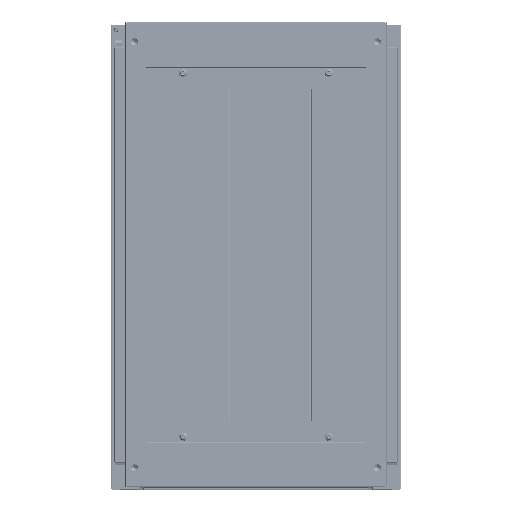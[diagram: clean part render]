
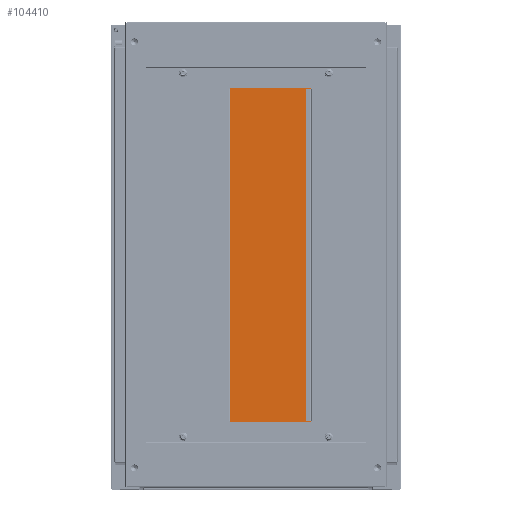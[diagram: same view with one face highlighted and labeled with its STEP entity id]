
A CAD part, top view. The second image highlights one B-rep face of the part: STEP entity #104410.
In plain terms, the highlighted face is planar.
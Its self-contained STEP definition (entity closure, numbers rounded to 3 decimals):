
#3496 = ORIENTED_EDGE ( 'NONE', *, *, #117885, .F. ) ;
#3497 = ORIENTED_EDGE ( 'NONE', *, *, #117884, .T. ) ;
#3498 = ORIENTED_EDGE ( 'NONE', *, *, #117883, .T. ) ;
#3499 = ORIENTED_EDGE ( 'NONE', *, *, #117886, .T. ) ;
#3500 = ORIENTED_EDGE ( 'NONE', *, *, #117880, .T. ) ;
#3501 = ORIENTED_EDGE ( 'NONE', *, *, #117882, .T. ) ;
#3502 = ORIENTED_EDGE ( 'NONE', *, *, #117887, .T. ) ;
#3503 = ORIENTED_EDGE ( 'NONE', *, *, #117888, .F. ) ;
#46659 = CARTESIAN_POINT ( 'NONE',  ( -300., 74., 1.5 ) ) ;
#46664 = DIRECTION ( 'NONE',  ( -1., 0., 0. ) ) ;
#46667 = CARTESIAN_POINT ( 'NONE',  ( -300., 74., 1.5 ) ) ;
#46668 = DIRECTION ( 'NONE',  ( 0., -1., 0. ) ) ;
#46669 = CARTESIAN_POINT ( 'NONE',  ( -300., -74., 1.5 ) ) ;
#46670 = DIRECTION ( 'NONE',  ( 1., 0., 0. ) ) ;
#46671 = CARTESIAN_POINT ( 'NONE',  ( 285., -73., 1.5 ) ) ;
#46672 = DIRECTION ( 'NONE',  ( 0., -1., 0. ) ) ;
#46673 = CARTESIAN_POINT ( 'NONE',  ( 285., -72.99, 1.5 ) ) ;
#46674 = DIRECTION ( 'NONE',  ( -1., 0., 0. ) ) ;
#46675 = CARTESIAN_POINT ( 'NONE',  ( 300., 74., 1.5 ) ) ;
#46676 = DIRECTION ( 'NONE',  ( 0., 1., 0. ) ) ;
#46677 = CARTESIAN_POINT ( 'NONE',  ( -300., -74., 1.5 ) ) ;
#46678 = DIRECTION ( 'NONE',  ( 1., 0., 0. ) ) ;
#46679 = CARTESIAN_POINT ( 'NONE',  ( -285., -73., 1.5 ) ) ;
#46680 = DIRECTION ( 'NONE',  ( 0., -1., 0. ) ) ;
#49103 = LINE ( 'NONE', #46659, #49121 ) ;
#49121 = VECTOR ( 'NONE', #46664, 1000. ) ;
#49129 = LINE ( 'NONE', #46667, #49132 ) ;
#49132 = VECTOR ( 'NONE', #46668, 1000. ) ;
#49134 = LINE ( 'NONE', #46669, #49136 ) ;
#49136 = VECTOR ( 'NONE', #46670, 1000. ) ;
#49138 = LINE ( 'NONE', #46671, #49140 ) ;
#49140 = VECTOR ( 'NONE', #46672, 1000. ) ;
#49142 = LINE ( 'NONE', #46673, #49144 ) ;
#49144 = VECTOR ( 'NONE', #46674, 1000. ) ;
#49146 = LINE ( 'NONE', #46675, #49148 ) ;
#49148 = VECTOR ( 'NONE', #46676, 1000. ) ;
#49149 = LINE ( 'NONE', #46677, #49152 ) ;
#49152 = VECTOR ( 'NONE', #46678, 1000. ) ;
#49154 = LINE ( 'NONE', #46679, #49155 ) ;
#49155 = VECTOR ( 'NONE', #46680, 1000. ) ;
#55428 = AXIS2_PLACEMENT_3D ( 'NONE', #60992, #61001, #61002 ) ;
#60992 = CARTESIAN_POINT ( 'NONE',  ( -300., -74., 1.5 ) ) ;
#61000 = PLANE ( 'NONE',  #55428 ) ;
#61001 = DIRECTION ( 'NONE',  ( 0., 0., 1. ) ) ;
#61002 = DIRECTION ( 'NONE',  ( 1., 0., 0. ) ) ;
#65644 = FACE_OUTER_BOUND ( 'NONE', #138347, .T. ) ;
#67976 = CARTESIAN_POINT ( 'NONE',  ( 300., -74., 1.5 ) ) ;
#67987 = CARTESIAN_POINT ( 'NONE',  ( 300., 74., 1.5 ) ) ;
#67992 = CARTESIAN_POINT ( 'NONE',  ( 285., -72.99, 1.5 ) ) ;
#67994 = CARTESIAN_POINT ( 'NONE',  ( -285., -72.99, 1.5 ) ) ;
#68000 = CARTESIAN_POINT ( 'NONE',  ( -300., 74., 1.5 ) ) ;
#68011 = CARTESIAN_POINT ( 'NONE',  ( -300., -74., 1.5 ) ) ;
#68016 = CARTESIAN_POINT ( 'NONE',  ( 285., -74., 1.5 ) ) ;
#68030 = CARTESIAN_POINT ( 'NONE',  ( -285., -74., 1.5 ) ) ;
#92206 = VERTEX_POINT ( 'NONE', #67976 ) ;
#92216 = VERTEX_POINT ( 'NONE', #67987 ) ;
#92221 = VERTEX_POINT ( 'NONE', #67992 ) ;
#92223 = VERTEX_POINT ( 'NONE', #67994 ) ;
#92230 = VERTEX_POINT ( 'NONE', #68000 ) ;
#92240 = VERTEX_POINT ( 'NONE', #68011 ) ;
#92245 = VERTEX_POINT ( 'NONE', #68016 ) ;
#92258 = VERTEX_POINT ( 'NONE', #68030 ) ;
#104410 = ADVANCED_FACE ( 'NONE', ( #65644 ), #61000, .T. ) ;
#117880 = EDGE_CURVE ( 'NONE', #92216, #92230, #49103, .T. ) ;
#117882 = EDGE_CURVE ( 'NONE', #92230, #92240, #49129, .T. ) ;
#117883 = EDGE_CURVE ( 'NONE', #92245, #92206, #49134, .T. ) ;
#117884 = EDGE_CURVE ( 'NONE', #92221, #92245, #49138, .T. ) ;
#117885 = EDGE_CURVE ( 'NONE', #92221, #92223, #49142, .T. ) ;
#117886 = EDGE_CURVE ( 'NONE', #92206, #92216, #49146, .T. ) ;
#117887 = EDGE_CURVE ( 'NONE', #92240, #92258, #49149, .T. ) ;
#117888 = EDGE_CURVE ( 'NONE', #92223, #92258, #49154, .T. ) ;
#138347 = EDGE_LOOP ( 'NONE', ( #3496, #3497, #3498, #3499, #3500, #3501, #3502, #3503 ) ) ;
